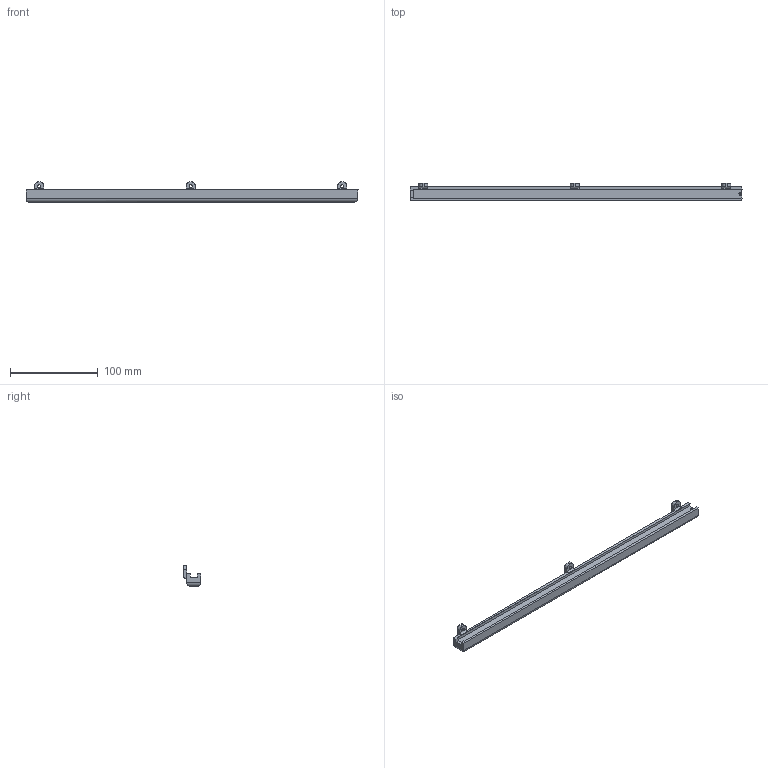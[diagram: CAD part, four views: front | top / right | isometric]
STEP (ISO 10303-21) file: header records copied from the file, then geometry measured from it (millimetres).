
FILE_DESCRIPTION (( 'STEP AP203' ), '1' );
FILE_NAME ('Diffuser and mount.STEP', '2025-07-27T00:54:46', ( '' ), ( '' ), 'SwSTEP 2.0', 'SolidWorks 2025', '' );
FILE_SCHEMA (( 'CONFIG_CONTROL_DESIGN' ));
Length unit declared in the file: millimetre
Products named in the file (1): Diffuser and mount
Bounding box: 378 x 20 x 23 mm (x, y, z)
Volume: 63977 mm3; surface area: 27044.9 mm2
Topology: 1 solids, 1 shells, 58 faces, 161 edges, 106 vertices
Faces by surface type: plane 32, cylinder 22, torus 4
Entity records: 1950 total; most frequent: CARTESIAN_POINT 338, DIRECTION 323, ORIENTED_EDGE 322, EDGE_CURVE 161, LINE 109, VECTOR 109, AXIS2_PLACEMENT_3D 107, VERTEX_POINT 106
